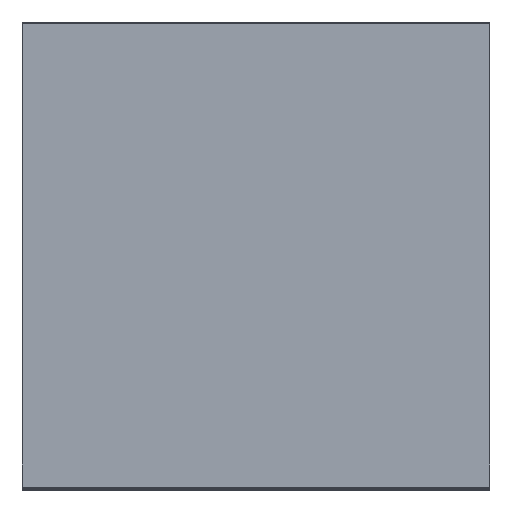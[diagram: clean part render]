
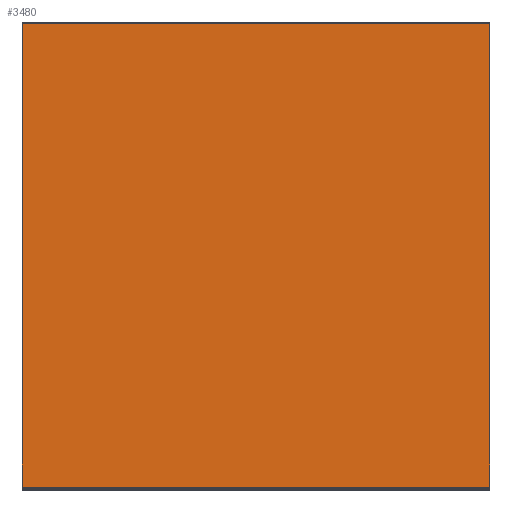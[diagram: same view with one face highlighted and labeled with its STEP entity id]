
A CAD part, top view. The second image highlights one B-rep face of the part: STEP entity #3480.
In plain terms, the highlighted face is planar.
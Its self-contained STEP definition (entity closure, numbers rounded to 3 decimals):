
#10 = CARTESIAN_POINT ( 'NONE',  ( -500., 498.5, -3. ) ) ;
#235 = ORIENTED_EDGE ( 'NONE', *, *, #2992, .F. ) ;
#292 = LINE ( 'NONE', #1694, #3484 ) ;
#374 = PLANE ( 'NONE',  #2977 ) ;
#461 = DIRECTION ( 'NONE',  ( 0., -1., 0. ) ) ;
#638 = CARTESIAN_POINT ( 'NONE',  ( 500., -492.5, -3. ) ) ;
#650 = CARTESIAN_POINT ( 'NONE',  ( -500., 498.5, -3. ) ) ;
#669 = CARTESIAN_POINT ( 'NONE',  ( 500., 498.5, -3. ) ) ;
#724 = FACE_OUTER_BOUND ( 'NONE', #2195, .T. ) ;
#732 = LINE ( 'NONE', #2133, #2979 ) ;
#1059 = DIRECTION ( 'NONE',  ( 1., 0., 0. ) ) ;
#1122 = VECTOR ( 'NONE', #1059, 1000. ) ;
#1391 = EDGE_CURVE ( 'NONE', #1760, #4360, #732, .T. ) ;
#1408 = CARTESIAN_POINT ( 'NONE',  ( -500., -492.5, -3. ) ) ;
#1559 = ORIENTED_EDGE ( 'NONE', *, *, #1391, .F. ) ;
#1694 = CARTESIAN_POINT ( 'NONE',  ( 500., -498.5, -3. ) ) ;
#1760 = VERTEX_POINT ( 'NONE', #650 ) ;
#1772 = CARTESIAN_POINT ( 'NONE',  ( 0., 0., -3. ) ) ;
#2133 = CARTESIAN_POINT ( 'NONE',  ( -500., -498.5, -3. ) ) ;
#2141 = DIRECTION ( 'NONE',  ( 0., 0., -1. ) ) ;
#2163 = ORIENTED_EDGE ( 'NONE', *, *, #3441, .F. ) ;
#2195 = EDGE_LOOP ( 'NONE', ( #235, #2163, #1559, #2428 ) ) ;
#2428 = ORIENTED_EDGE ( 'NONE', *, *, #3004, .F. ) ;
#2457 = VECTOR ( 'NONE', #2475, 1000. ) ;
#2475 = DIRECTION ( 'NONE',  ( -1., 0., 0. ) ) ;
#2580 = DIRECTION ( 'NONE',  ( -1., 0., 0. ) ) ;
#2828 = DIRECTION ( 'NONE',  ( 0., 1., 0. ) ) ;
#2977 = AXIS2_PLACEMENT_3D ( 'NONE', #1772, #2141, #2580 ) ;
#2979 = VECTOR ( 'NONE', #461, 1000. ) ;
#2992 = EDGE_CURVE ( 'NONE', #3454, #4107, #292, .T. ) ;
#3004 = EDGE_CURVE ( 'NONE', #4107, #1760, #3156, .T. ) ;
#3156 = LINE ( 'NONE', #10, #2457 ) ;
#3441 = EDGE_CURVE ( 'NONE', #4360, #3454, #4188, .T. ) ;
#3454 = VERTEX_POINT ( 'NONE', #638 ) ;
#3480 = ADVANCED_FACE ( 'NONE', ( #724 ), #374, .T. ) ;
#3484 = VECTOR ( 'NONE', #2828, 1000. ) ;
#3753 = CARTESIAN_POINT ( 'NONE',  ( -500., -492.5, -3. ) ) ;
#4107 = VERTEX_POINT ( 'NONE', #669 ) ;
#4188 = LINE ( 'NONE', #3753, #1122 ) ;
#4360 = VERTEX_POINT ( 'NONE', #1408 ) ;
